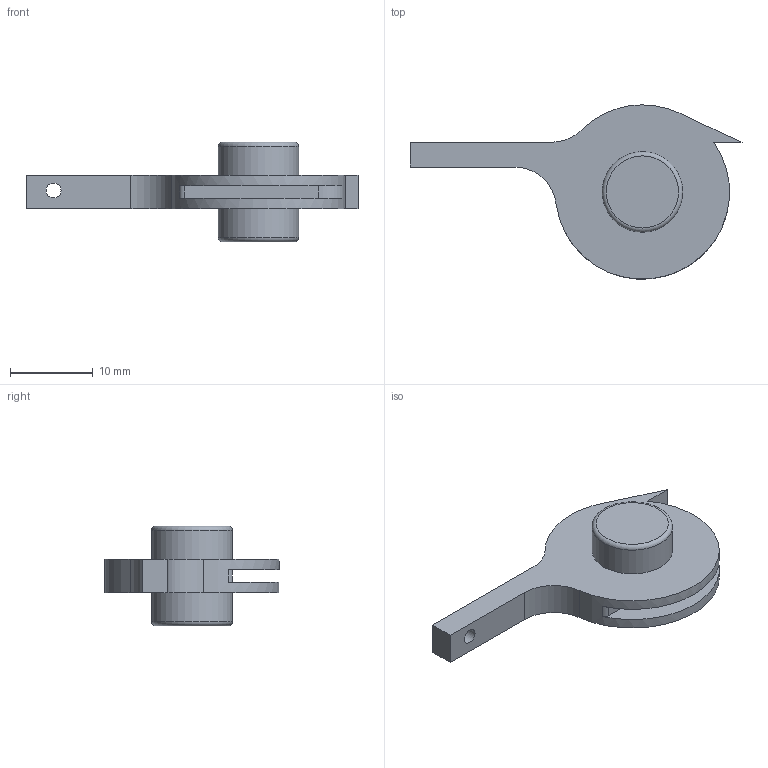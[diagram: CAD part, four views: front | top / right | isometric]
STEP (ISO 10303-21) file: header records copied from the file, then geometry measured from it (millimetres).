
FILE_DESCRIPTION(/* description */ (''),/* implementation_level */ '2;1');
FILE_NAME(/* name */ 'knuckle v9.stp',/* time_stamp */ '2022-06-18T23:04:40+02:00',/* author */ (''),/* organization */ (''),/* preprocessor_version */ 'ST-DEVELOPER v19',/* originating_system */ 'Autodesk Translation Framework v11.7.0.108',/* authorisation */ '');
FILE_SCHEMA (('AUTOMOTIVE_DESIGN { 1 0 10303 214 3 1 1 }'));
Length unit declared in the file: millimetre
Products named in the file (1): knuckle
Bounding box: 40 x 21 x 12 mm (x, y, z)
Volume: 2116.3 mm3; surface area: 1637.3 mm2
Topology: 1 solids, 1 shells, 23 faces, 52 edges, 34 vertices
Faces by surface type: plane 11, cylinder 10, torus 2
Full cylindrical faces by diameter (mm): 1.8 x1, 9.7 x2
Entity records: 693 total; most frequent: DIRECTION 126, CARTESIAN_POINT 110, ORIENTED_EDGE 104, EDGE_CURVE 52, AXIS2_PLACEMENT_3D 50, VERTEX_POINT 34, EDGE_LOOP 28, LINE 26
